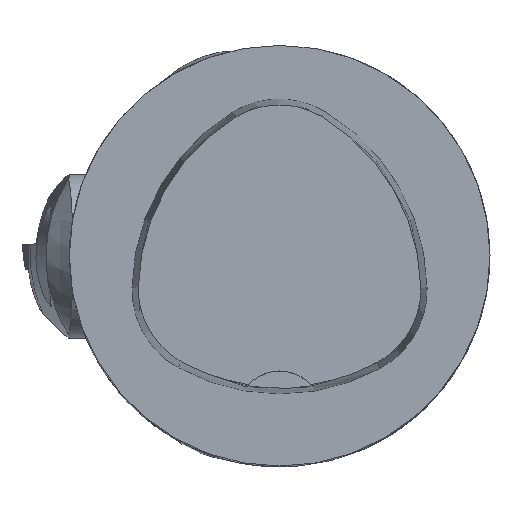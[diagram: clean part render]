
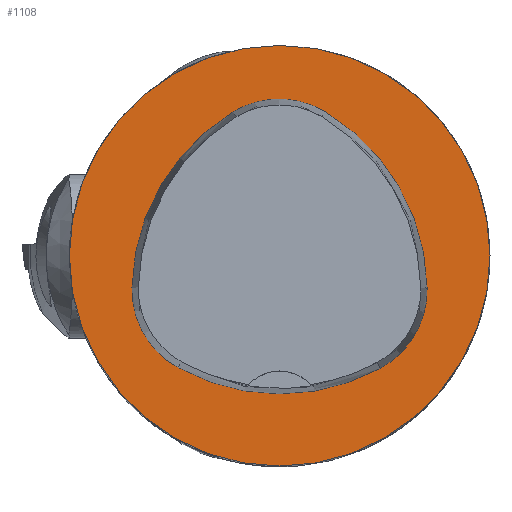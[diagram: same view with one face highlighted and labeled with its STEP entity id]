
A CAD part, top view. The second image highlights one B-rep face of the part: STEP entity #1108.
In plain terms, the highlighted planar face has unit normal (0, 0, 1).
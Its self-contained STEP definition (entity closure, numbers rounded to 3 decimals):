
#426=PLANE('',#7934);
#1108=ADVANCED_FACE('',(#2945,#2946),#426,.T.);
#2720=CIRCLE('',#7820,20.);
#2785=CIRCLE('',#7912,20.);
#2787=CIRCLE('',#7915,8.5);
#2789=CIRCLE('',#7918,20.);
#2791=CIRCLE('',#7921,8.5);
#2795=CIRCLE('',#7926,20.);
#2797=CIRCLE('',#7929,8.5);
#2945=FACE_BOUND('',#3057,.T.);
#2946=FACE_BOUND('',#3058,.T.);
#3057=EDGE_LOOP('',(#3801,#3802,#3803,#3804,#3805,#3806));
#3058=EDGE_LOOP('',(#3807));
#3801=ORIENTED_EDGE('',*,*,#6712,.T.);
#3802=ORIENTED_EDGE('',*,*,#6692,.T.);
#3803=ORIENTED_EDGE('',*,*,#6696,.T.);
#3804=ORIENTED_EDGE('',*,*,#6699,.T.);
#3805=ORIENTED_EDGE('',*,*,#6702,.T.);
#3806=ORIENTED_EDGE('',*,*,#6710,.T.);
#3807=ORIENTED_EDGE('',*,*,#6436,.F.);
#5691=VERTEX_POINT('',#10531);
#5942=VERTEX_POINT('',#11126);
#5943=VERTEX_POINT('',#11127);
#5946=VERTEX_POINT('',#11135);
#5948=VERTEX_POINT('',#11141);
#5950=VERTEX_POINT('',#11147);
#5957=VERTEX_POINT('',#11168);
#6436=EDGE_CURVE('',#5691,#5691,#2720,.T.);
#6692=EDGE_CURVE('',#5942,#5943,#2785,.T.);
#6696=EDGE_CURVE('',#5943,#5946,#2787,.T.);
#6699=EDGE_CURVE('',#5946,#5948,#2789,.T.);
#6702=EDGE_CURVE('',#5948,#5950,#2791,.T.);
#6710=EDGE_CURVE('',#5950,#5957,#2795,.T.);
#6712=EDGE_CURVE('',#5957,#5942,#2797,.T.);
#7820=AXIS2_PLACEMENT_3D('',#10530,#8474,#8475);
#7912=AXIS2_PLACEMENT_3D('',#11125,#8826,#8827);
#7915=AXIS2_PLACEMENT_3D('',#11134,#8834,#8835);
#7918=AXIS2_PLACEMENT_3D('',#11140,#8841,#8842);
#7921=AXIS2_PLACEMENT_3D('',#11146,#8848,#8849);
#7926=AXIS2_PLACEMENT_3D('',#11169,#8860,#8861);
#7929=AXIS2_PLACEMENT_3D('',#11172,#8866,#8867);
#7934=AXIS2_PLACEMENT_3D('',#11177,#8876,#8877);
#8474=DIRECTION('',(0.,0.,-1.));
#8475=DIRECTION('',(-1.,0.,0.));
#8826=DIRECTION('',(0.,0.,-1.));
#8827=DIRECTION('',(-1.,0.,0.));
#8834=DIRECTION('',(0.,0.,-1.));
#8835=DIRECTION('',(-1.,0.,0.));
#8841=DIRECTION('',(0.,0.,-1.));
#8842=DIRECTION('',(-1.,0.,0.));
#8848=DIRECTION('',(0.,0.,-1.));
#8849=DIRECTION('',(-1.,0.,0.));
#8860=DIRECTION('',(0.,0.,-1.));
#8861=DIRECTION('',(-1.,0.,0.));
#8866=DIRECTION('',(0.,0.,-1.));
#8867=DIRECTION('',(-1.,0.,0.));
#8876=DIRECTION('',(0.,0.,1.));
#8877=DIRECTION('',(1.,0.,0.));
#10530=CARTESIAN_POINT('',(0.,0.,0.));
#10531=CARTESIAN_POINT('',(-20.,0.,0.));
#11125=CARTESIAN_POINT('',(5.955,-3.414,0.));
#11126=CARTESIAN_POINT('',(-14.041,-3.042,0.));
#11127=CARTESIAN_POINT('',(-4.472,13.653,0.));
#11134=CARTESIAN_POINT('',(-0.04,6.4,0.));
#11135=CARTESIAN_POINT('',(4.347,13.68,0.));
#11140=CARTESIAN_POINT('',(-5.976,-3.45,0.));
#11141=CARTESIAN_POINT('',(14.021,-3.075,0.));
#11146=CARTESIAN_POINT('',(5.522,-3.235,0.));
#11147=CARTESIAN_POINT('',(9.588,-10.699,0.));
#11168=CARTESIAN_POINT('',(-9.655,-10.639,0.));
#11169=CARTESIAN_POINT('',(0.022,6.864,0.));
#11172=CARTESIAN_POINT('',(-5.543,-3.2,0.));
#11177=CARTESIAN_POINT('',(0.,0.,0.));
